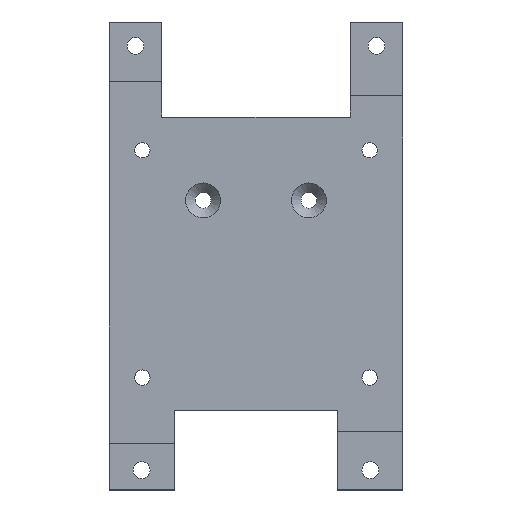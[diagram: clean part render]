
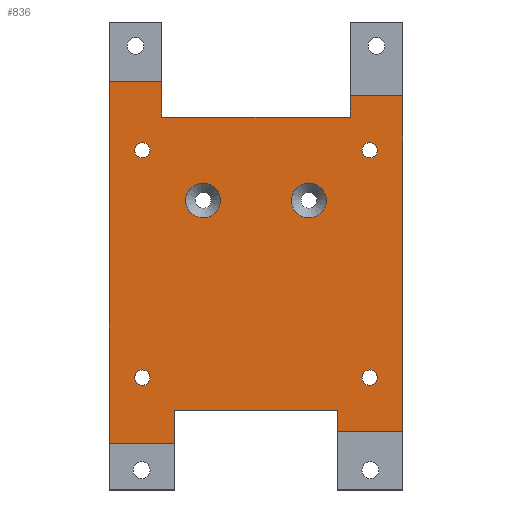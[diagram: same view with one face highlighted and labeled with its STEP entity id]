
A CAD part, top view. The second image highlights one B-rep face of the part: STEP entity #836.
In plain terms, the highlighted planar face has unit normal (0, 0, 1).
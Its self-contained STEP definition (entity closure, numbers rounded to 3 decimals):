
#33=FACE_BOUND('',#139,.T.);
#34=FACE_BOUND('',#140,.T.);
#35=FACE_BOUND('',#141,.T.);
#36=FACE_BOUND('',#142,.T.);
#37=FACE_BOUND('',#143,.T.);
#38=FACE_BOUND('',#144,.T.);
#55=CIRCLE('',#889,3.3);
#56=CIRCLE('',#890,1.45);
#57=CIRCLE('',#891,1.45);
#58=CIRCLE('',#892,1.45);
#59=CIRCLE('',#893,1.45);
#60=CIRCLE('',#894,3.3);
#90=FACE_OUTER_BOUND('',#138,.T.);
#138=EDGE_LOOP('',(#647,#648,#649,#650,#651,#652,#653,#654,#655,#656,#657,
#658));
#139=EDGE_LOOP('',(#659));
#140=EDGE_LOOP('',(#660));
#141=EDGE_LOOP('',(#661));
#142=EDGE_LOOP('',(#662));
#143=EDGE_LOOP('',(#663));
#144=EDGE_LOOP('',(#664));
#174=LINE('',#1153,#268);
#193=LINE('',#1199,#287);
#211=LINE('',#1239,#305);
#218=LINE('',#1256,#312);
#231=LINE('',#1285,#325);
#232=LINE('',#1288,#326);
#233=LINE('',#1289,#327);
#234=LINE('',#1290,#328);
#235=LINE('',#1292,#329);
#236=LINE('',#1294,#330);
#237=LINE('',#1295,#331);
#238=LINE('',#1296,#332);
#268=VECTOR('',#928,10.);
#287=VECTOR('',#965,10.);
#305=VECTOR('',#999,10.);
#312=VECTOR('',#1016,10.);
#325=VECTOR('',#1041,10.);
#326=VECTOR('',#1044,10.);
#327=VECTOR('',#1045,10.);
#328=VECTOR('',#1046,10.);
#329=VECTOR('',#1047,10.);
#330=VECTOR('',#1048,10.);
#331=VECTOR('',#1049,10.);
#332=VECTOR('',#1050,10.);
#362=VERTEX_POINT('',#1150);
#363=VERTEX_POINT('',#1152);
#380=VERTEX_POINT('',#1196);
#381=VERTEX_POINT('',#1198);
#392=VERTEX_POINT('',#1232);
#395=VERTEX_POINT('',#1237);
#399=VERTEX_POINT('',#1254);
#400=VERTEX_POINT('',#1255);
#410=VERTEX_POINT('',#1283);
#411=VERTEX_POINT('',#1287);
#412=VERTEX_POINT('',#1291);
#413=VERTEX_POINT('',#1293);
#414=VERTEX_POINT('',#1297);
#415=VERTEX_POINT('',#1299);
#416=VERTEX_POINT('',#1301);
#417=VERTEX_POINT('',#1303);
#418=VERTEX_POINT('',#1305);
#419=VERTEX_POINT('',#1307);
#438=EDGE_CURVE('',#362,#363,#174,.T.);
#460=EDGE_CURVE('',#380,#381,#193,.T.);
#480=EDGE_CURVE('',#395,#392,#211,.T.);
#488=EDGE_CURVE('',#399,#400,#218,.T.);
#503=EDGE_CURVE('',#410,#395,#231,.T.);
#504=EDGE_CURVE('',#411,#410,#232,.T.);
#505=EDGE_CURVE('',#411,#400,#233,.T.);
#506=EDGE_CURVE('',#399,#363,#234,.T.);
#507=EDGE_CURVE('',#412,#362,#235,.T.);
#508=EDGE_CURVE('',#413,#412,#236,.T.);
#509=EDGE_CURVE('',#413,#381,#237,.T.);
#510=EDGE_CURVE('',#380,#392,#238,.T.);
#511=EDGE_CURVE('',#414,#414,#55,.T.);
#512=EDGE_CURVE('',#415,#415,#56,.T.);
#513=EDGE_CURVE('',#416,#416,#57,.T.);
#514=EDGE_CURVE('',#417,#417,#58,.T.);
#515=EDGE_CURVE('',#418,#418,#59,.T.);
#516=EDGE_CURVE('',#419,#419,#60,.T.);
#647=ORIENTED_EDGE('',*,*,#503,.F.);
#648=ORIENTED_EDGE('',*,*,#504,.F.);
#649=ORIENTED_EDGE('',*,*,#505,.T.);
#650=ORIENTED_EDGE('',*,*,#488,.F.);
#651=ORIENTED_EDGE('',*,*,#506,.T.);
#652=ORIENTED_EDGE('',*,*,#438,.F.);
#653=ORIENTED_EDGE('',*,*,#507,.F.);
#654=ORIENTED_EDGE('',*,*,#508,.F.);
#655=ORIENTED_EDGE('',*,*,#509,.T.);
#656=ORIENTED_EDGE('',*,*,#460,.F.);
#657=ORIENTED_EDGE('',*,*,#510,.T.);
#658=ORIENTED_EDGE('',*,*,#480,.F.);
#659=ORIENTED_EDGE('',*,*,#511,.F.);
#660=ORIENTED_EDGE('',*,*,#512,.F.);
#661=ORIENTED_EDGE('',*,*,#513,.F.);
#662=ORIENTED_EDGE('',*,*,#514,.F.);
#663=ORIENTED_EDGE('',*,*,#515,.F.);
#664=ORIENTED_EDGE('',*,*,#516,.F.);
#802=PLANE('',#888);
#836=ADVANCED_FACE('',(#90,#33,#34,#35,#36,#37,#38),#802,.F.);
#888=AXIS2_PLACEMENT_3D('',#1286,#1042,#1043);
#889=AXIS2_PLACEMENT_3D('',#1298,#1051,#1052);
#890=AXIS2_PLACEMENT_3D('',#1300,#1053,#1054);
#891=AXIS2_PLACEMENT_3D('',#1302,#1055,#1056);
#892=AXIS2_PLACEMENT_3D('',#1304,#1057,#1058);
#893=AXIS2_PLACEMENT_3D('',#1306,#1059,#1060);
#894=AXIS2_PLACEMENT_3D('',#1308,#1061,#1062);
#928=DIRECTION('',(1.,0.,0.));
#965=DIRECTION('',(1.,0.,0.));
#999=DIRECTION('',(-1.,0.,0.));
#1016=DIRECTION('',(-1.,0.,0.));
#1041=DIRECTION('',(0.,-1.,0.));
#1042=DIRECTION('center_axis',(0.,0.,
-1.));
#1043=DIRECTION('ref_axis',(1.,0.,0.));
#1044=DIRECTION('',(-1.,0.,0.));
#1045=DIRECTION('',(0.,-1.,0.));
#1046=DIRECTION('',(0.,1.,0.));
#1047=DIRECTION('',(0.,1.,0.));
#1048=DIRECTION('',(1.,0.,0.));
#1049=DIRECTION('',(0.,1.,0.));
#1050=DIRECTION('',(0.,-1.,0.));
#1051=DIRECTION('center_axis',(0.,0.,
1.));
#1052=DIRECTION('ref_axis',(-1.,0.,0.));
#1053=DIRECTION('center_axis',(0.,0.,
1.));
#1054=DIRECTION('ref_axis',(1.,0.,0.));
#1055=DIRECTION('center_axis',(0.,0.,
1.));
#1056=DIRECTION('ref_axis',(1.,0.,0.));
#1057=DIRECTION('center_axis',(0.,0.,
1.));
#1058=DIRECTION('ref_axis',(1.,0.,0.));
#1059=DIRECTION('center_axis',(0.,0.,
1.));
#1060=DIRECTION('ref_axis',(1.,0.,0.));
#1061=DIRECTION('center_axis',(0.,0.,
1.));
#1062=DIRECTION('ref_axis',(-1.,0.,0.));
#1150=CARTESIAN_POINT('',(18.1,68.354,42.));
#1152=CARTESIAN_POINT('',(28.1,68.354,42.));
#1153=CARTESIAN_POINT('',(-17.5,68.354,42.));
#1196=CARTESIAN_POINT('',(-27.5,71.054,42.));
#1198=CARTESIAN_POINT('',(-17.5,71.054,42.));
#1199=CARTESIAN_POINT('',(-27.5,71.054,42.));
#1232=CARTESIAN_POINT('',(-27.5,2.648,42.));
#1237=CARTESIAN_POINT('',(-15.2,2.648,42.));
#1239=CARTESIAN_POINT('',(-15.2,2.648,42.));
#1254=CARTESIAN_POINT('',(28.1,4.812,42.));
#1255=CARTESIAN_POINT('',(15.8,4.812,42.));
#1256=CARTESIAN_POINT('',(28.1,4.812,42.));
#1283=CARTESIAN_POINT('',(-15.2,8.812,42.));
#1285=CARTESIAN_POINT('',(-15.2,6.648,42.));
#1286=CARTESIAN_POINT('Origin',(0.3,36.583,42.));
#1287=CARTESIAN_POINT('',(15.8,8.812,42.));
#1288=CARTESIAN_POINT('',(14.2,8.812,42.));
#1289=CARTESIAN_POINT('',(15.8,8.812,42.));
#1290=CARTESIAN_POINT('',(28.1,54.354,42.));
#1291=CARTESIAN_POINT('',(18.1,64.354,42.));
#1292=CARTESIAN_POINT('',(18.1,64.354,42.));
#1293=CARTESIAN_POINT('',(-17.5,64.354,42.));
#1294=CARTESIAN_POINT('',(-8.6,64.354,42.));
#1295=CARTESIAN_POINT('',(-17.5,67.054,42.));
#1296=CARTESIAN_POINT('',(-27.5,6.648,42.));
#1297=CARTESIAN_POINT('',(-6.4,48.583,42.));
#1298=CARTESIAN_POINT('Origin',(-9.7,48.583,42.));
#1299=CARTESIAN_POINT('',(20.35,15.054,42.));
#1300=CARTESIAN_POINT('Origin',(21.8,15.054,42.));
#1301=CARTESIAN_POINT('',(-22.65,15.054,42.));
#1302=CARTESIAN_POINT('Origin',(-21.2,15.054,42.));
#1303=CARTESIAN_POINT('',(-22.65,58.054,42.));
#1304=CARTESIAN_POINT('Origin',(-21.2,58.054,42.));
#1305=CARTESIAN_POINT('',(20.35,58.054,42.));
#1306=CARTESIAN_POINT('Origin',(21.8,58.054,42.));
#1307=CARTESIAN_POINT('',(13.6,48.583,42.));
#1308=CARTESIAN_POINT('Origin',(10.3,48.583,42.));
